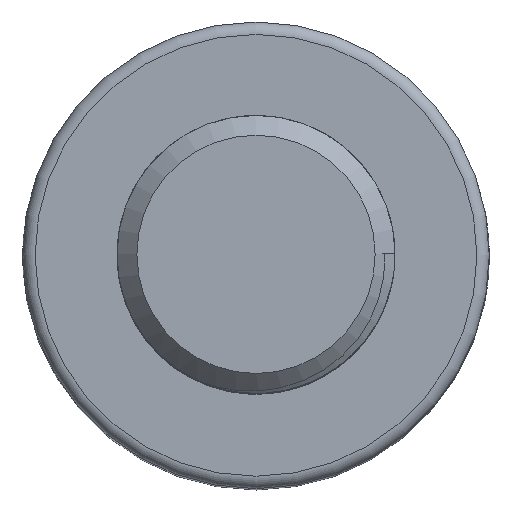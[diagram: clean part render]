
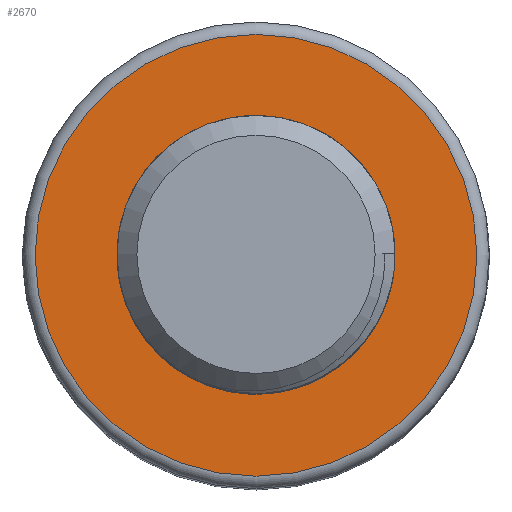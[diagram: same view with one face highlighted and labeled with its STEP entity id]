
A CAD part, top view. The second image highlights one B-rep face of the part: STEP entity #2670.
In plain terms, the highlighted planar face has unit normal (0, 0, 1).
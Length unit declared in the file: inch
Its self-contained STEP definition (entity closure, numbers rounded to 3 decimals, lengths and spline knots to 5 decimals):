
#485 = AXIS2_PLACEMENT_3D ( 'NONE', #2481, #2478, #2477 ) ;
#486 = EDGE_CURVE ( 'NONE', #2818, #2818, #627, .T. ) ;
#492 = EDGE_CURVE ( 'NONE', #1743, #1743, #3195, .T. ) ;
#573 = AXIS2_PLACEMENT_3D ( 'NONE', #2380, #2280, #2279 ) ;
#609 = AXIS2_PLACEMENT_3D ( 'NONE', #2860, #2857, #2856 ) ;
#627 = CIRCLE ( 'NONE', #485, 0.089 ) ;
#628 = ORIENTED_EDGE ( 'NONE', *, *, #486, .T. ) ;
#631 = ORIENTED_EDGE ( 'NONE', *, *, #492, .F. ) ;
#1741 = CARTESIAN_POINT ( 'NONE',  ( 0.056, 0., 0.325 ) ) ;
#1743 = VERTEX_POINT ( 'NONE', #1741 ) ;
#1966 = CARTESIAN_POINT ( 'NONE',  ( 0.089, 0., 0.325 ) ) ;
#2096 = FACE_BOUND ( 'NONE', #2640, .T. ) ;
#2097 = FACE_OUTER_BOUND ( 'NONE', #2629, .T. ) ;
#2279 = DIRECTION ( 'NONE',  ( 1., 0., 0. ) ) ;
#2280 = DIRECTION ( 'NONE',  ( 0., 0., 1. ) ) ;
#2380 = CARTESIAN_POINT ( 'NONE',  ( 0., 0., 0.325 ) ) ;
#2477 = DIRECTION ( 'NONE',  ( 1., 0., 0. ) ) ;
#2478 = DIRECTION ( 'NONE',  ( 0., 0., 1. ) ) ;
#2481 = CARTESIAN_POINT ( 'NONE',  ( 0., 0., 0.325 ) ) ;
#2629 = EDGE_LOOP ( 'NONE', ( #628 ) ) ;
#2640 = EDGE_LOOP ( 'NONE', ( #631 ) ) ;
#2670 = ADVANCED_FACE ( 'NONE', ( #2096, #2097 ), #2859, .F. ) ;
#2818 = VERTEX_POINT ( 'NONE', #1966 ) ;
#2856 = DIRECTION ( 'NONE',  ( -1., 0., 0. ) ) ;
#2857 = DIRECTION ( 'NONE',  ( 0., 0., -1. ) ) ;
#2859 = PLANE ( 'NONE',  #609 ) ;
#2860 = CARTESIAN_POINT ( 'NONE',  ( 0., 0.089, 0.325 ) ) ;
#3195 = CIRCLE ( 'NONE', #573, 0.056 ) ;
